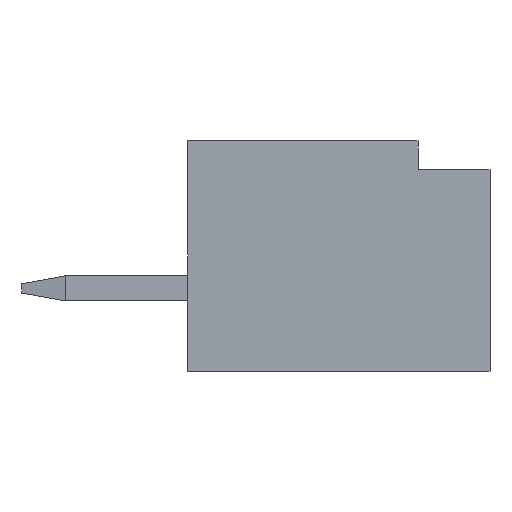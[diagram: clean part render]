
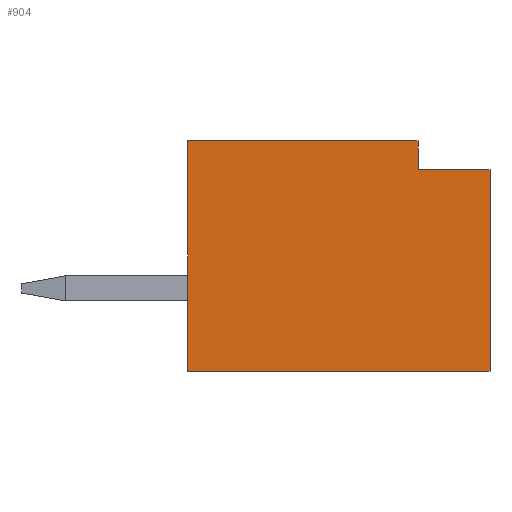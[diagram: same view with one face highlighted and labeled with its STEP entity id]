
A CAD part, left-side view. The second image highlights one B-rep face of the part: STEP entity #904.
In plain terms, the highlighted planar face has unit normal (-1, 0, 0).
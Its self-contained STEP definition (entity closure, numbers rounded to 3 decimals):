
#665 = EDGE_CURVE('',#666,#668,#670,.T.);
#666 = VERTEX_POINT('',#667);
#667 = CARTESIAN_POINT('',(-7.125,5.2,0.));
#668 = VERTEX_POINT('',#669);
#669 = CARTESIAN_POINT('',(-7.125,1.,0.));
#670 = LINE('',#671,#672);
#671 = CARTESIAN_POINT('',(-7.125,5.2,0.));
#672 = VECTOR('',#673,1.);
#673 = DIRECTION('',(0.,-1.,0.));
#773 = EDGE_CURVE('',#774,#776,#778,.T.);
#774 = VERTEX_POINT('',#775);
#775 = CARTESIAN_POINT('',(-7.125,5.2,3.2));
#776 = VERTEX_POINT('',#777);
#777 = CARTESIAN_POINT('',(-7.125,2.,3.2));
#778 = LINE('',#779,#780);
#779 = CARTESIAN_POINT('',(-7.125,5.2,3.2));
#780 = VECTOR('',#781,1.);
#781 = DIRECTION('',(0.,-1.,0.));
#904 = ADVANCED_FACE('',(#905),#937,.F.);
#905 = FACE_BOUND('',#906,.T.);
#906 = EDGE_LOOP('',(#907,#917,#923,#924,#930,#931));
#907 = ORIENTED_EDGE('',*,*,#908,.T.);
#908 = EDGE_CURVE('',#909,#911,#913,.T.);
#909 = VERTEX_POINT('',#910);
#910 = CARTESIAN_POINT('',(-7.125,1.,2.8));
#911 = VERTEX_POINT('',#912);
#912 = CARTESIAN_POINT('',(-7.125,2.,2.8));
#913 = LINE('',#914,#915);
#914 = CARTESIAN_POINT('',(-7.125,1.,2.8));
#915 = VECTOR('',#916,1.);
#916 = DIRECTION('',(0.,1.,0.));
#917 = ORIENTED_EDGE('',*,*,#918,.T.);
#918 = EDGE_CURVE('',#911,#776,#919,.T.);
#919 = LINE('',#920,#921);
#920 = CARTESIAN_POINT('',(-7.125,2.,2.8));
#921 = VECTOR('',#922,1.);
#922 = DIRECTION('',(0.,0.,1.));
#923 = ORIENTED_EDGE('',*,*,#773,.F.);
#924 = ORIENTED_EDGE('',*,*,#925,.T.);
#925 = EDGE_CURVE('',#774,#666,#926,.T.);
#926 = LINE('',#927,#928);
#927 = CARTESIAN_POINT('',(-7.125,5.2,3.2));
#928 = VECTOR('',#929,1.);
#929 = DIRECTION('',(0.,0.,-1.));
#930 = ORIENTED_EDGE('',*,*,#665,.T.);
#931 = ORIENTED_EDGE('',*,*,#932,.F.);
#932 = EDGE_CURVE('',#909,#668,#933,.T.);
#933 = LINE('',#934,#935);
#934 = CARTESIAN_POINT('',(-7.125,1.,3.2));
#935 = VECTOR('',#936,1.);
#936 = DIRECTION('',(0.,0.,-1.));
#937 = PLANE('',#938);
#938 = AXIS2_PLACEMENT_3D('',#939,#940,#941);
#939 = CARTESIAN_POINT('',(-7.125,5.2,3.2));
#940 = DIRECTION('',(1.,0.,0.));
#941 = DIRECTION('',(0.,-1.,0.));
